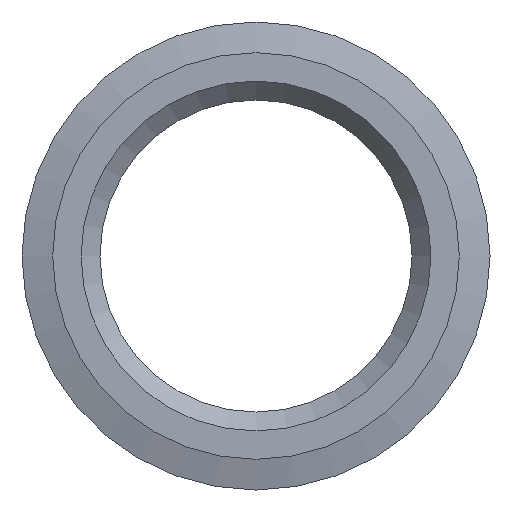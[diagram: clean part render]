
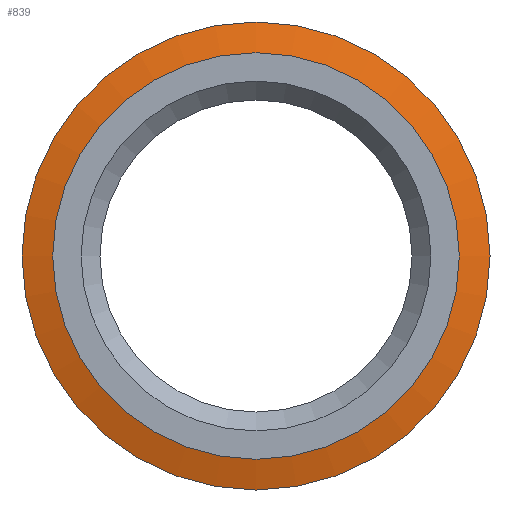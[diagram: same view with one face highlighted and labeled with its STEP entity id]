
A CAD part, left-side view. The second image highlights one B-rep face of the part: STEP entity #839.
In plain terms, the highlighted conical face has half-angle 75 degrees and reference radius 23.125 mm.
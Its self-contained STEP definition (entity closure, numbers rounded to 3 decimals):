
#55=LINE('',#1551,#79);
#79=VECTOR('',#1286,23.125);
#95=CONICAL_SURFACE('',#989,23.125,1.309);
#131=FACE_OUTER_BOUND('',#176,.T.);
#176=EDGE_LOOP('',(#720,#721,#722,#723,#724,#725));
#218=CIRCLE('',#915,21.5);
#219=CIRCLE('',#916,21.5);
#271=CIRCLE('',#990,24.75);
#272=CIRCLE('',#991,24.75);
#316=VERTEX_POINT('',#1406);
#317=VERTEX_POINT('',#1407);
#365=VERTEX_POINT('',#1547);
#366=VERTEX_POINT('',#1548);
#416=EDGE_CURVE('',#316,#317,#218,.T.);
#417=EDGE_CURVE('',#317,#316,#219,.T.);
#486=EDGE_CURVE('',#365,#366,#271,.T.);
#487=EDGE_CURVE('',#366,#365,#272,.T.);
#488=EDGE_CURVE('',#366,#317,#55,.T.);
#720=ORIENTED_EDGE('',*,*,#486,.F.);
#721=ORIENTED_EDGE('',*,*,#487,.F.);
#722=ORIENTED_EDGE('',*,*,#488,.T.);
#723=ORIENTED_EDGE('',*,*,#416,.F.);
#724=ORIENTED_EDGE('',*,*,#417,.F.);
#725=ORIENTED_EDGE('',*,*,#488,.F.);
#839=ADVANCED_FACE('',(#131),#95,.T.);
#915=AXIS2_PLACEMENT_3D('',#1408,#1115,#1116);
#916=AXIS2_PLACEMENT_3D('',#1409,#1117,#1118);
#989=AXIS2_PLACEMENT_3D('',#1546,#1280,#1281);
#990=AXIS2_PLACEMENT_3D('',#1549,#1282,#1283);
#991=AXIS2_PLACEMENT_3D('',#1550,#1284,#1285);
#1115=DIRECTION('center_axis',(-1.,0.,0.));
#1116=DIRECTION('ref_axis',(0.,1.,0.));
#1117=DIRECTION('center_axis',(-1.,0.,0.));
#1118=DIRECTION('ref_axis',(0.,1.,0.));
#1280=DIRECTION('center_axis',(1.,0.,0.));
#1281=DIRECTION('ref_axis',(0.,1.,0.));
#1282=DIRECTION('center_axis',(1.,0.,0.));
#1283=DIRECTION('ref_axis',(0.,-1.,0.));
#1284=DIRECTION('center_axis',(1.,0.,0.));
#1285=DIRECTION('ref_axis',(0.,-1.,0.));
#1286=DIRECTION('',(-0.259,0.966,0.));
#1406=CARTESIAN_POINT('',(0.,21.5,0.));
#1407=CARTESIAN_POINT('',(0.,-21.5,0.));
#1408=CARTESIAN_POINT('Origin',(0.,0.,0.));
#1409=CARTESIAN_POINT('Origin',(0.,0.,0.));
#1546=CARTESIAN_POINT('Origin',(0.435,0.,0.));
#1547=CARTESIAN_POINT('',(0.871,24.75,0.));
#1548=CARTESIAN_POINT('',(0.871,-24.75,0.));
#1549=CARTESIAN_POINT('Origin',(0.871,0.,0.));
#1550=CARTESIAN_POINT('Origin',(0.871,0.,0.));
#1551=CARTESIAN_POINT('',(0.435,-23.125,0.));
